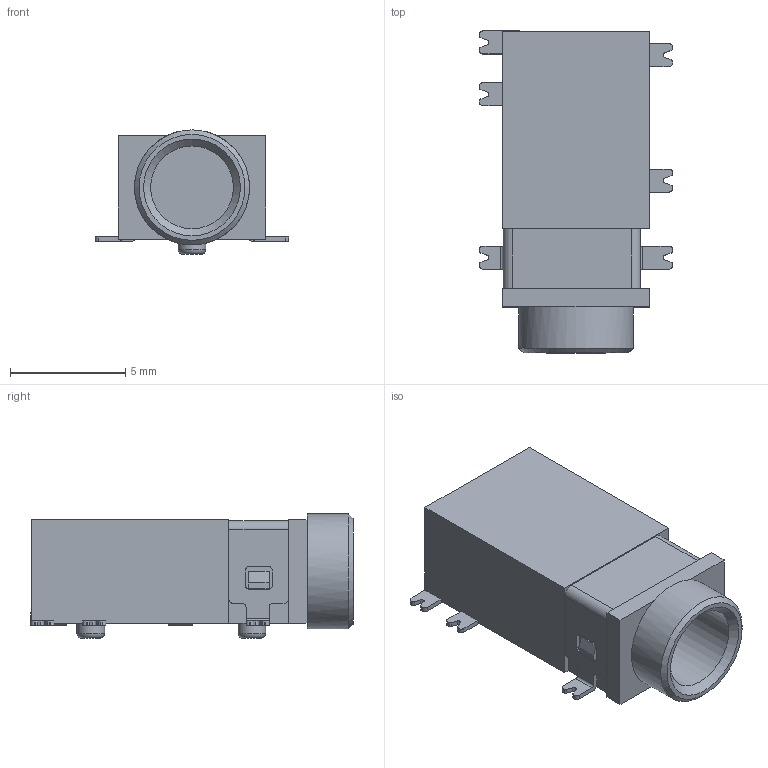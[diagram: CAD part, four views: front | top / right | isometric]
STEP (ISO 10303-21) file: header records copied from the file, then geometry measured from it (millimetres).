
FILE_DESCRIPTION(/* description */ ('Unknown'),/* implementation_level */ '2;1');
FILE_NAME(/* name */ 'SJ2-35894C-SMT-TR',/* time_stamp */ '2025-11-18T09:21:45+02:00',/* author */ ('Unknown'),/* organization */ ('Unknown'),/* preprocessor_version */ 'ST-DEVELOPER v19.4',/* originating_system */ 'Solid Edge',/* authorisation */ 'Unknown');
FILE_SCHEMA (('AUTOMOTIVE_DESIGN {1 0 10303 214 3 1 1}'));
Length unit declared in the file: millimetre
Products named in the file (1): SJ2-35894C-SMT-TR
Bounding box: 8.4 x 14 x 5.4 mm (x, y, z)
Volume: 351.6 mm3; surface area: 405.6 mm2
Topology: 1 solids, 1 shells, 171 faces, 475 edges, 313 vertices
Faces by surface type: plane 106, cylinder 61, cone 2, torus 2
Full cylindrical faces by diameter (mm): 1.2 x2, 3.6 x1, 5 x1
Entity records: 6639 total; most frequent: CARTESIAN_POINT 948, DIRECTION 943, ORIENTED_EDGE 930, EDGE_CURVE 465, LINE 331, VECTOR 331, VERTEX_POINT 311, AXIS2_PLACEMENT_3D 306
